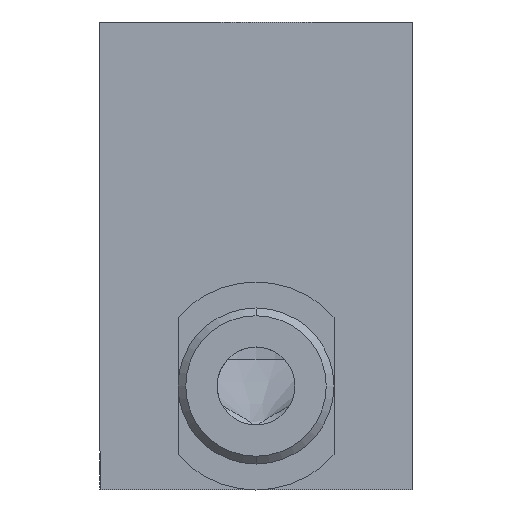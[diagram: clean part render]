
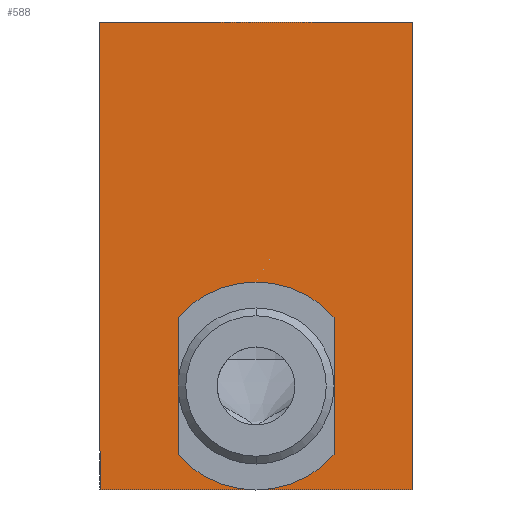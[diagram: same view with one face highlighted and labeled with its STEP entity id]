
A CAD part, front view. The second image highlights one B-rep face of the part: STEP entity #588.
In plain terms, the highlighted planar face has unit normal (0, -1, 0).
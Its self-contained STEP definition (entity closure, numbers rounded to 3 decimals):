
#9 = ORIENTED_EDGE ( 'NONE', *, *, #37, .F. ) ;
#14 = ORIENTED_EDGE ( 'NONE', *, *, #52, .F. ) ;
#15 = ORIENTED_EDGE ( 'NONE', *, *, #29, .F. ) ;
#17 = ORIENTED_EDGE ( 'NONE', *, *, #33, .F. ) ;
#18 = ORIENTED_EDGE ( 'NONE', *, *, #74, .F. ) ;
#20 = ORIENTED_EDGE ( 'NONE', *, *, #687, .F. ) ;
#21 = ORIENTED_EDGE ( 'NONE', *, *, #28, .F. ) ;
#22 = ORIENTED_EDGE ( 'NONE', *, *, #34, .F. ) ;
#23 = ORIENTED_EDGE ( 'NONE', *, *, #27, .F. ) ;
#24 = ORIENTED_EDGE ( 'NONE', *, *, #32, .F. ) ;
#27 = EDGE_CURVE ( 'NONE', #963, #962, #282, .T. ) ;
#28 = EDGE_CURVE ( 'NONE', #1061, #1070, #492, .T. ) ;
#29 = EDGE_CURVE ( 'NONE', #1068, #950, #493, .T. ) ;
#30 = EDGE_CURVE ( 'NONE', #950, #948, #490, .T. ) ;
#32 = EDGE_CURVE ( 'NONE', #955, #1061, #489, .T. ) ;
#33 = EDGE_CURVE ( 'NONE', #1051, #956, #494, .T. ) ;
#34 = EDGE_CURVE ( 'NONE', #948, #1051, #496, .T. ) ;
#37 = EDGE_CURVE ( 'NONE', #962, #948, #483, .T. ) ;
#52 = EDGE_CURVE ( 'NONE', #956, #963, #457, .T. ) ;
#71 = AXIS2_PLACEMENT_3D ( 'NONE', #790, #843, #933 ) ;
#74 = EDGE_CURVE ( 'NONE', #948, #955, #424, .T. ) ;
#117 = CIRCLE ( 'NONE', #620, 4. ) ;
#136 = FACE_OUTER_BOUND ( 'NONE', #547, .T. ) ;
#185 = CARTESIAN_POINT ( 'NONE',  ( 6., 9., -4. ) ) ;
#188 = CARTESIAN_POINT ( 'NONE',  ( -6., 9., 14. ) ) ;
#190 = CARTESIAN_POINT ( 'NONE',  ( -6., 9., -4. ) ) ;
#193 = CARTESIAN_POINT ( 'NONE',  ( -3., 9., 2.646 ) ) ;
#195 = CARTESIAN_POINT ( 'NONE',  ( 0., 9., 4. ) ) ;
#198 = CARTESIAN_POINT ( 'NONE',  ( 3., 9., 2.646 ) ) ;
#222 = CARTESIAN_POINT ( 'NONE',  ( 6., 9., 14. ) ) ;
#240 = CARTESIAN_POINT ( 'NONE',  ( 0., 9., -4. ) ) ;
#242 = CARTESIAN_POINT ( 'NONE',  ( 3., 9., -2.646 ) ) ;
#249 = CARTESIAN_POINT ( 'NONE',  ( -3., 9., -2.646 ) ) ;
#279 = VECTOR ( 'NONE', #989, 1000. ) ;
#282 = LINE ( 'NONE', #934, #279 ) ;
#424 = CIRCLE ( 'NONE', #634, 4. ) ;
#456 = VECTOR ( 'NONE', #715, 1000. ) ;
#457 = LINE ( 'NONE', #935, #456 ) ;
#482 = VECTOR ( 'NONE', #1148, 1000. ) ;
#483 = LINE ( 'NONE', #1141, #482 ) ;
#485 = VECTOR ( 'NONE', #1130, 1000. ) ;
#487 = VECTOR ( 'NONE', #1131, 1000. ) ;
#489 = LINE ( 'NONE', #1065, #491 ) ;
#490 = CIRCLE ( 'NONE', #650, 4. ) ;
#491 = VECTOR ( 'NONE', #1094, 1000. ) ;
#492 = CIRCLE ( 'NONE', #71, 4. ) ;
#493 = LINE ( 'NONE', #1099, #495 ) ;
#494 = LINE ( 'NONE', #845, #487 ) ;
#495 = VECTOR ( 'NONE', #1097, 1000. ) ;
#496 = LINE ( 'NONE', #729, #485 ) ;
#521 = ORIENTED_EDGE ( 'NONE', *, *, #30, .F. ) ;
#547 = EDGE_LOOP ( 'NONE', ( #521, #15, #20, #21, #24, #18, #9, #23, #14, #17, #22 ) ) ;
#588 = ADVANCED_FACE ( 'NONE', ( #136 ), #887, .T. ) ;
#620 = AXIS2_PLACEMENT_3D ( 'NONE', #985, #879, #875 ) ;
#634 = AXIS2_PLACEMENT_3D ( 'NONE', #1125, #945, #811 ) ;
#635 = AXIS2_PLACEMENT_3D ( 'NONE', #973, #800, #792 ) ;
#650 = AXIS2_PLACEMENT_3D ( 'NONE', #1103, #1123, #884 ) ;
#687 = EDGE_CURVE ( 'NONE', #1070, #1068, #117, .T. ) ;
#715 = DIRECTION ( 'NONE',  ( 1., 0., 0. ) ) ;
#729 = CARTESIAN_POINT ( 'NONE',  ( 6., 9., -4. ) ) ;
#790 = CARTESIAN_POINT ( 'NONE',  ( 0., 9., 0. ) ) ;
#792 = DIRECTION ( 'NONE',  ( 0., 0., -1. ) ) ;
#800 = DIRECTION ( 'NONE',  ( 0., -1., 0. ) ) ;
#811 = DIRECTION ( 'NONE',  ( 0., 0., -1. ) ) ;
#843 = DIRECTION ( 'NONE',  ( 0., -1., 0. ) ) ;
#845 = CARTESIAN_POINT ( 'NONE',  ( -6., 9., -4. ) ) ;
#875 = DIRECTION ( 'NONE',  ( 0., 0., -1. ) ) ;
#879 = DIRECTION ( 'NONE',  ( 0., -1., 0. ) ) ;
#884 = DIRECTION ( 'NONE',  ( 0., 0., -1. ) ) ;
#887 = PLANE ( 'NONE',  #635 ) ;
#933 = DIRECTION ( 'NONE',  ( 0., 0., -1. ) ) ;
#934 = CARTESIAN_POINT ( 'NONE',  ( 6., 9., -4. ) ) ;
#935 = CARTESIAN_POINT ( 'NONE',  ( 6., 9., 14. ) ) ;
#945 = DIRECTION ( 'NONE',  ( 0., -1., 0. ) ) ;
#948 = VERTEX_POINT ( 'NONE', #240 ) ;
#950 = VERTEX_POINT ( 'NONE', #249 ) ;
#955 = VERTEX_POINT ( 'NONE', #242 ) ;
#956 = VERTEX_POINT ( 'NONE', #188 ) ;
#962 = VERTEX_POINT ( 'NONE', #185 ) ;
#963 = VERTEX_POINT ( 'NONE', #222 ) ;
#973 = CARTESIAN_POINT ( 'NONE',  ( 6., 9., 14. ) ) ;
#985 = CARTESIAN_POINT ( 'NONE',  ( 0., 9., 0. ) ) ;
#989 = DIRECTION ( 'NONE',  ( 0., 0., -1. ) ) ;
#1051 = VERTEX_POINT ( 'NONE', #190 ) ;
#1061 = VERTEX_POINT ( 'NONE', #198 ) ;
#1065 = CARTESIAN_POINT ( 'NONE',  ( 3., 9., 2.646 ) ) ;
#1068 = VERTEX_POINT ( 'NONE', #193 ) ;
#1070 = VERTEX_POINT ( 'NONE', #195 ) ;
#1094 = DIRECTION ( 'NONE',  ( 0., 0., 1. ) ) ;
#1097 = DIRECTION ( 'NONE',  ( 0., 0., -1. ) ) ;
#1099 = CARTESIAN_POINT ( 'NONE',  ( -3., 9., 2.646 ) ) ;
#1103 = CARTESIAN_POINT ( 'NONE',  ( 0., 9., 0. ) ) ;
#1123 = DIRECTION ( 'NONE',  ( 0., -1., 0. ) ) ;
#1125 = CARTESIAN_POINT ( 'NONE',  ( 0., 9., 0. ) ) ;
#1130 = DIRECTION ( 'NONE',  ( -1., 0., 0. ) ) ;
#1131 = DIRECTION ( 'NONE',  ( 0., 0., 1. ) ) ;
#1141 = CARTESIAN_POINT ( 'NONE',  ( 6., 9., -4. ) ) ;
#1148 = DIRECTION ( 'NONE',  ( -1., 0., 0. ) ) ;
